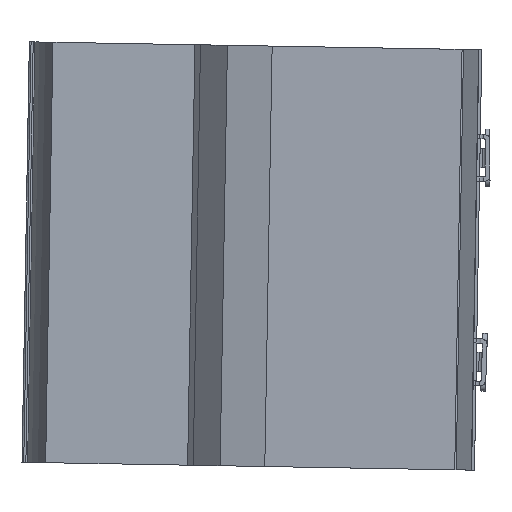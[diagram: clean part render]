
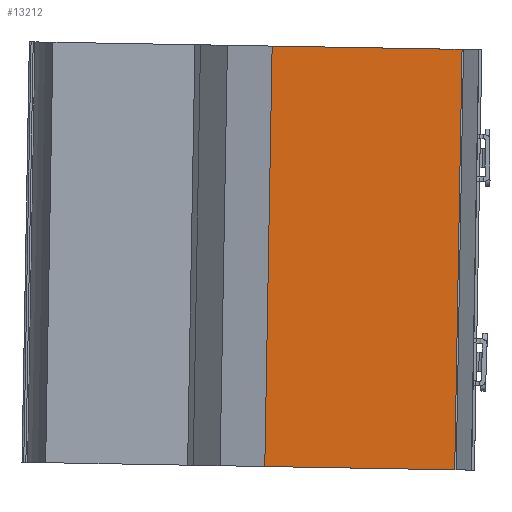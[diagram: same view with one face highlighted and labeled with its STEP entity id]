
A CAD part, left-side view. The second image highlights one B-rep face of the part: STEP entity #13212.
In plain terms, the highlighted planar face has unit normal (-1, 0.019, 0).
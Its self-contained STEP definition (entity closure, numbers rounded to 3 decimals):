
#357 = VECTOR ( 'NONE', #723, 1000. ) ;
#481 = ORIENTED_EDGE ( 'NONE', *, *, #14535, .T. ) ;
#723 = DIRECTION ( 'NONE',  ( -0.019, -1., -0.017 ) ) ;
#811 = EDGE_CURVE ( 'NONE', #14002, #3576, #8180, .T. ) ;
#906 = VERTEX_POINT ( 'NONE', #2408 ) ;
#949 = ORIENTED_EDGE ( 'NONE', *, *, #2368, .F. ) ;
#1046 = CARTESIAN_POINT ( 'NONE',  ( 35.1, 254.9, 84.679 ) ) ;
#1292 = CARTESIAN_POINT ( 'NONE',  ( 35.1, 254.9, 84.679 ) ) ;
#1443 = CARTESIAN_POINT ( 'NONE',  ( 35.1, 254.263, 121.173 ) ) ;
#1738 = VECTOR ( 'NONE', #10476, 1000. ) ;
#2368 = EDGE_CURVE ( 'NONE', #3576, #906, #5088, .T. ) ;
#2408 = CARTESIAN_POINT ( 'NONE',  ( 34.484, 220.656, 157.092 ) ) ;
#3576 = VERTEX_POINT ( 'NONE', #12331 ) ;
#5088 = LINE ( 'NONE', #8351, #357 ) ;
#5640 = PLANE ( 'NONE',  #11685 ) ;
#6102 = VECTOR ( 'NONE', #10103, 1000. ) ;
#7812 = CARTESIAN_POINT ( 'NONE',  ( 34.484, 221.293, 120.598 ) ) ;
#7849 = VERTEX_POINT ( 'NONE', #13708 ) ;
#8180 = LINE ( 'NONE', #1443, #9298 ) ;
#8351 = CARTESIAN_POINT ( 'NONE',  ( 35.1, 253.626, 157.668 ) ) ;
#8447 = DIRECTION ( 'NONE',  ( 0., 0.017, -1. ) ) ;
#9149 = EDGE_LOOP ( 'NONE', ( #949, #11327, #481, #13073 ) ) ;
#9270 = CARTESIAN_POINT ( 'NONE',  ( 34.484, 219.431, 227.225 ) ) ;
#9298 = VECTOR ( 'NONE', #10345, 1000. ) ;
#9346 = DIRECTION ( 'NONE',  ( 1., -0.019, 0. ) ) ;
#10103 = DIRECTION ( 'NONE',  ( -0.019, -1., -0.017 ) ) ;
#10130 = LINE ( 'NONE', #7812, #1738 ) ;
#10345 = DIRECTION ( 'NONE',  ( 0., -0.017, 1. ) ) ;
#10476 = DIRECTION ( 'NONE',  ( 0., -0.017, 1. ) ) ;
#11217 = LINE ( 'NONE', #1046, #6102 ) ;
#11327 = ORIENTED_EDGE ( 'NONE', *, *, #811, .F. ) ;
#11685 = AXIS2_PLACEMENT_3D ( 'NONE', #9270, #9346, #8447 ) ;
#11751 = EDGE_CURVE ( 'NONE', #7849, #906, #10130, .T. ) ;
#12331 = CARTESIAN_POINT ( 'NONE',  ( 35.1, 253.626, 157.668 ) ) ;
#12408 = FACE_OUTER_BOUND ( 'NONE', #9149, .T. ) ;
#13073 = ORIENTED_EDGE ( 'NONE', *, *, #11751, .T. ) ;
#13212 = ADVANCED_FACE ( 'NONE', ( #12408 ), #5640, .F. ) ;
#13708 = CARTESIAN_POINT ( 'NONE',  ( 34.484, 221.93, 84.103 ) ) ;
#14002 = VERTEX_POINT ( 'NONE', #1292 ) ;
#14535 = EDGE_CURVE ( 'NONE', #14002, #7849, #11217, .T. ) ;
